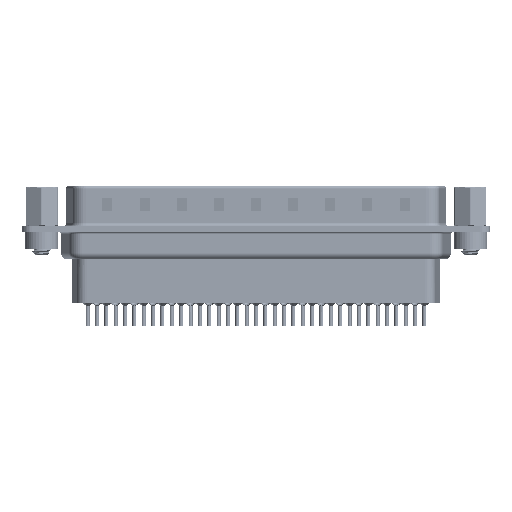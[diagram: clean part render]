
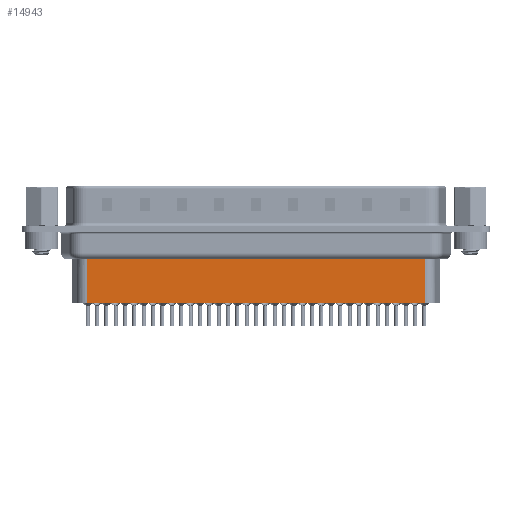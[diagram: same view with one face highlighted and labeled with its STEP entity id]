
A CAD part, front view. The second image highlights one B-rep face of the part: STEP entity #14943.
In plain terms, the highlighted planar face has unit normal (0, -1, 0).
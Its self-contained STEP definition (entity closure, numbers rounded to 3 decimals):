
#349 = ORIENTED_EDGE ( 'NONE', *, *, #1667, .T. ) ;
#1667 = EDGE_CURVE ( 'NONE', #19876, #27680, #3385, .T. ) ;
#2311 = DIRECTION ( 'NONE',  ( 1., 0., 0. ) ) ;
#3385 = LINE ( 'NONE', #13937, #5328 ) ;
#5248 = DIRECTION ( 'NONE',  ( 0., -1., 0. ) ) ;
#5328 = VECTOR ( 'NONE', #18823, 1000. ) ;
#5435 = CARTESIAN_POINT ( 'NONE',  ( 56.794, -3.5, -10.95 ) ) ;
#7694 = AXIS2_PLACEMENT_3D ( 'NONE', #31242, #5248, #2311 ) ;
#7716 = CARTESIAN_POINT ( 'NONE',  ( 6.706, -3.5, -10.95 ) ) ;
#8008 = PLANE ( 'NONE',  #7694 ) ;
#8275 = VERTEX_POINT ( 'NONE', #5435 ) ;
#10421 = FACE_OUTER_BOUND ( 'NONE', #21858, .T. ) ;
#11557 = ORIENTED_EDGE ( 'NONE', *, *, #32522, .T. ) ;
#13937 = CARTESIAN_POINT ( 'NONE',  ( 6.706, -3.5, -3.1 ) ) ;
#14943 = ADVANCED_FACE ( 'NONE', ( #10421 ), #8008, .T. ) ;
#15576 = CARTESIAN_POINT ( 'NONE',  ( 6.459, -3.5, -4.097 ) ) ;
#16843 = DIRECTION ( 'NONE',  ( 0., 0., -1. ) ) ;
#17271 = CARTESIAN_POINT ( 'NONE',  ( 6.706, -3.5, -10.95 ) ) ;
#17985 = LINE ( 'NONE', #15576, #22847 ) ;
#18171 = DIRECTION ( 'NONE',  ( -1., 0., 0. ) ) ;
#18328 = VERTEX_POINT ( 'NONE', #24940 ) ;
#18823 = DIRECTION ( 'NONE',  ( 0., 0., -1. ) ) ;
#19876 = VERTEX_POINT ( 'NONE', #21960 ) ;
#21858 = EDGE_LOOP ( 'NONE', ( #30312, #11557, #349, #22208 ) ) ;
#21960 = CARTESIAN_POINT ( 'NONE',  ( 6.706, -3.5, -4.097 ) ) ;
#22208 = ORIENTED_EDGE ( 'NONE', *, *, #29973, .F. ) ;
#22469 = LINE ( 'NONE', #17271, #27158 ) ;
#22847 = VECTOR ( 'NONE', #18171, 1000. ) ;
#24392 = VECTOR ( 'NONE', #16843, 1000. ) ;
#24822 = LINE ( 'NONE', #32275, #24392 ) ;
#24940 = CARTESIAN_POINT ( 'NONE',  ( 56.794, -3.5, -4.097 ) ) ;
#27158 = VECTOR ( 'NONE', #33041, 1000. ) ;
#27680 = VERTEX_POINT ( 'NONE', #7716 ) ;
#29973 = EDGE_CURVE ( 'NONE', #8275, #27680, #22469, .T. ) ;
#30233 = EDGE_CURVE ( 'NONE', #18328, #8275, #24822, .T. ) ;
#30312 = ORIENTED_EDGE ( 'NONE', *, *, #30233, .F. ) ;
#31242 = CARTESIAN_POINT ( 'NONE',  ( 6.706, -3.5, -3.1 ) ) ;
#32275 = CARTESIAN_POINT ( 'NONE',  ( 56.794, -3.5, -3.1 ) ) ;
#32522 = EDGE_CURVE ( 'NONE', #18328, #19876, #17985, .T. ) ;
#33041 = DIRECTION ( 'NONE',  ( -1., 0., 0. ) ) ;
